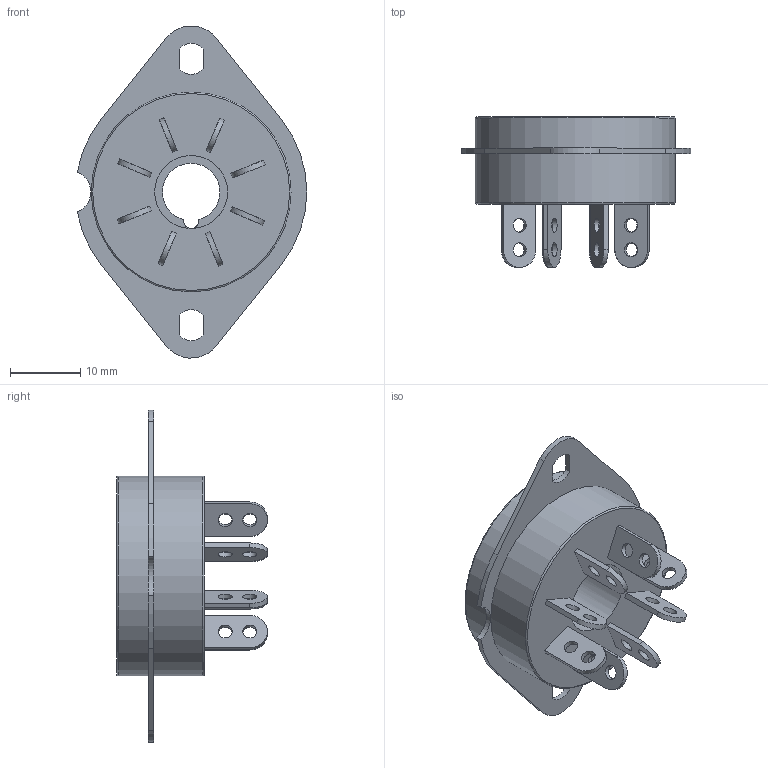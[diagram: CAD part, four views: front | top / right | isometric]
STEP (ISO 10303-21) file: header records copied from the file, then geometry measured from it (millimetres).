
FILE_DESCRIPTION(/* description */ ('Unknown'),/* implementation_level */ '2;1');
FILE_NAME(/* name */ '90.12',/* time_stamp */ '2021-05-25T09:09:31+02:00',/* author */ ('Unknown'),/* organization */ ('Unknown'),/* preprocessor_version */ 'ST-DEVELOPER v16.7',/* originating_system */ 'DEX',/* authorisation */ $);
FILE_SCHEMA (('AUTOMOTIVE_DESIGN {1 0 10303 214 3 1 1}'));
Length unit declared in the file: millimetre
Products named in the file (1): 90.12
Bounding box: 32.76 x 21.5 x 47.37 mm (x, y, z)
Volume: 7189.9 mm3; surface area: 4730.5 mm2
Topology: 1 solids, 1 shells, 158 faces, 411 edges, 273 vertices
Faces by surface type: plane 101, cylinder 55, torus 2
Full cylindrical faces by diameter (mm): 2 x16, 10.4 x1, 28.5 x2
Entity records: 5937 total; most frequent: DIRECTION 820, CARTESIAN_POINT 820, ORIENTED_EDGE 778, EDGE_CURVE 389, LINE 276, VECTOR 276, VERTEX_POINT 272, AXIS2_PLACEMENT_3D 272
